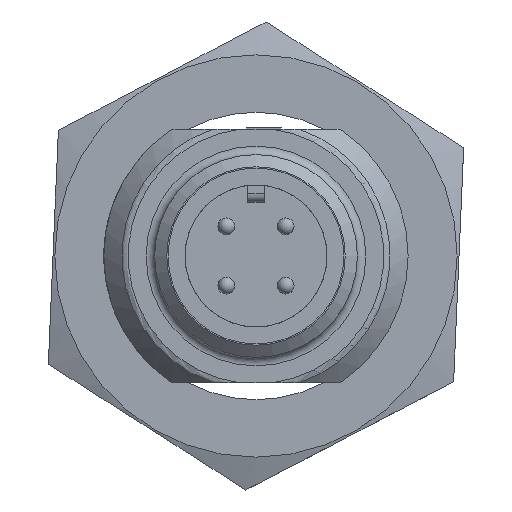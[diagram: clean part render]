
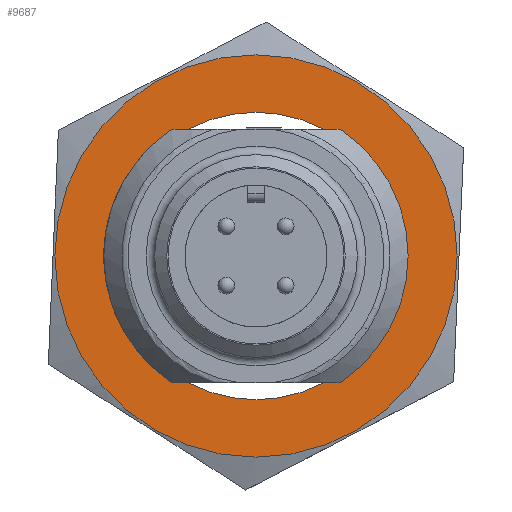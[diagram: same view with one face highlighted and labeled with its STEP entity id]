
A CAD part, left-side view. The second image highlights one B-rep face of the part: STEP entity #9687.
In plain terms, the highlighted planar face has unit normal (-1, 0, 0).
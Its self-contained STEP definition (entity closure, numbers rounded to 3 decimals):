
#4 = EDGE_LOOP ( 'NONE', ( #7426, #7430, #7435, #7425, #7423, #7421, #7422, #7415, #7412, #7416, #7408, #7405 ) ) ;
#18 = EDGE_LOOP ( 'NONE', ( #7432 ) ) ;
#338 = VERTEX_POINT ( 'NONE', #5868 ) ;
#355 = VERTEX_POINT ( 'NONE', #5940 ) ;
#358 = VERTEX_POINT ( 'NONE', #5779 ) ;
#372 = VERTEX_POINT ( 'NONE', #5753 ) ;
#376 = VERTEX_POINT ( 'NONE', #5839 ) ;
#416 = VERTEX_POINT ( 'NONE', #5774 ) ;
#896 = CARTESIAN_POINT ( 'NONE',  ( -1., 9.991, -7.5 ) ) ;
#897 = DIRECTION ( 'NONE',  ( 0., 1., 0. ) ) ;
#898 = CARTESIAN_POINT ( 'NONE',  ( -1., 9.991, -7.5 ) ) ;
#899 = DIRECTION ( 'NONE',  ( 0., 1., 0. ) ) ;
#1426 = CARTESIAN_POINT ( 'NONE',  ( -1., 9.991, 7.5 ) ) ;
#1427 = DIRECTION ( 'NONE',  ( 0., -1., 0. ) ) ;
#1475 = CARTESIAN_POINT ( 'NONE',  ( -1., 9.991, 7.5 ) ) ;
#1476 = DIRECTION ( 'NONE',  ( 0., -1., 0. ) ) ;
#1789 = PLANE ( 'NONE',  #8608 ) ;
#1790 = CARTESIAN_POINT ( 'NONE',  ( -1., 11.691, 7.438 ) ) ;
#1791 = DIRECTION ( 'NONE',  ( 1., 0., 0. ) ) ;
#1792 = DIRECTION ( 'NONE',  ( 0., 0., -1. ) ) ;
#1835 = CARTESIAN_POINT ( 'NONE',  ( -1., 0., -11.902 ) ) ;
#2318 = DIRECTION ( 'NONE',  ( 0., 0., -1. ) ) ;
#2319 = DIRECTION ( 'NONE',  ( -1., 0., 0. ) ) ;
#2321 = CARTESIAN_POINT ( 'NONE',  ( -1., 0., 0. ) ) ;
#2382 = DIRECTION ( 'NONE',  ( 0., -1., 0. ) ) ;
#2383 = CARTESIAN_POINT ( 'NONE',  ( -1., 7.5, 0.45 ) ) ;
#2451 = DIRECTION ( 'NONE',  ( 0., 0., 1. ) ) ;
#2452 = CARTESIAN_POINT ( 'NONE',  ( -1., 9., 7.438 ) ) ;
#2463 = DIRECTION ( 'NONE',  ( 0., 0., -1. ) ) ;
#2464 = DIRECTION ( 'NONE',  ( 1., 0., 0. ) ) ;
#2465 = CARTESIAN_POINT ( 'NONE',  ( -1., 0., 0. ) ) ;
#2481 = VECTOR ( 'NONE', #2382, 1000. ) ;
#2518 = CIRCLE ( 'NONE', #2847, 8.5 ) ;
#2571 = AXIS2_PLACEMENT_3D ( 'NONE', #2321, #2319, #2318 ) ;
#2581 = CIRCLE ( 'NONE', #2571, 11.902 ) ;
#2593 = VECTOR ( 'NONE', #899, 1000. ) ;
#2594 = VECTOR ( 'NONE', #897, 1000. ) ;
#2609 = CIRCLE ( 'NONE', #2961, 8.5 ) ;
#2698 = CIRCLE ( 'NONE', #2700, 9. ) ;
#2700 = AXIS2_PLACEMENT_3D ( 'NONE', #2465, #2464, #2463 ) ;
#2743 = VECTOR ( 'NONE', #2451, 1000. ) ;
#2762 = VECTOR ( 'NONE', #9509, 1000. ) ;
#2847 = AXIS2_PLACEMENT_3D ( 'NONE', #9597, #9458, #9443 ) ;
#2922 = AXIS2_PLACEMENT_3D ( 'NONE', #9510, #9574, #9583 ) ;
#2934 = CIRCLE ( 'NONE', #2922, 9. ) ;
#2961 = AXIS2_PLACEMENT_3D ( 'NONE', #9483, #9473, #9554 ) ;
#2962 = AXIS2_PLACEMENT_3D ( 'NONE', #9576, #9602, #9572 ) ;
#2966 = CIRCLE ( 'NONE', #2962, 9. ) ;
#3472 = EDGE_CURVE ( 'NONE', #372, #376, #2698, .T. ) ;
#3477 = EDGE_CURVE ( 'NONE', #7024, #7019, #3971, .T. ) ;
#3495 = EDGE_CURVE ( 'NONE', #7019, #372, #3981, .T. ) ;
#3501 = EDGE_CURVE ( 'NONE', #8269, #8269, #2581, .T. ) ;
#3514 = EDGE_CURVE ( 'NONE', #7008, #416, #2518, .T. ) ;
#3521 = EDGE_CURVE ( 'NONE', #338, #7024, #3992, .T. ) ;
#3536 = EDGE_CURVE ( 'NONE', #358, #338, #2966, .T. ) ;
#3537 = EDGE_CURVE ( 'NONE', #6839, #6814, #2609, .T. ) ;
#3560 = EDGE_CURVE ( 'NONE', #355, #6926, #2934, .T. ) ;
#3971 = LINE ( 'NONE', #2452, #2743 ) ;
#3981 = LINE ( 'NONE', #2383, #2481 ) ;
#3992 = LINE ( 'NONE', #9527, #2762 ) ;
#4194 = LINE ( 'NONE', #896, #2594 ) ;
#4195 = LINE ( 'NONE', #898, #2593 ) ;
#4593 = EDGE_CURVE ( 'NONE', #6926, #7008, #4194, .T. ) ;
#4594 = EDGE_CURVE ( 'NONE', #416, #358, #4195, .T. ) ;
#5753 = CARTESIAN_POINT ( 'NONE',  ( -1., 8.989, 0.45 ) ) ;
#5774 = CARTESIAN_POINT ( 'NONE',  ( -1., 4., -7.5 ) ) ;
#5779 = CARTESIAN_POINT ( 'NONE',  ( -1., 4.975, -7.5 ) ) ;
#5839 = CARTESIAN_POINT ( 'NONE',  ( -1., 4.975, 7.5 ) ) ;
#5868 = CARTESIAN_POINT ( 'NONE',  ( -1., 8.99, -0.424 ) ) ;
#5940 = CARTESIAN_POINT ( 'NONE',  ( -1., -4.975, 7.5 ) ) ;
#6814 = VERTEX_POINT ( 'NONE', #7713 ) ;
#6839 = VERTEX_POINT ( 'NONE', #7724 ) ;
#6926 = VERTEX_POINT ( 'NONE', #7747 ) ;
#7008 = VERTEX_POINT ( 'NONE', #7799 ) ;
#7019 = VERTEX_POINT ( 'NONE', #7806 ) ;
#7024 = VERTEX_POINT ( 'NONE', #7810 ) ;
#7405 = ORIENTED_EDGE ( 'NONE', *, *, #4594, .T. ) ;
#7408 = ORIENTED_EDGE ( 'NONE', *, *, #3514, .T. ) ;
#7412 = ORIENTED_EDGE ( 'NONE', *, *, #3560, .T. ) ;
#7415 = ORIENTED_EDGE ( 'NONE', *, *, #9386, .T. ) ;
#7416 = ORIENTED_EDGE ( 'NONE', *, *, #4593, .T. ) ;
#7421 = ORIENTED_EDGE ( 'NONE', *, *, #9393, .T. ) ;
#7422 = ORIENTED_EDGE ( 'NONE', *, *, #3537, .T. ) ;
#7423 = ORIENTED_EDGE ( 'NONE', *, *, #3472, .T. ) ;
#7425 = ORIENTED_EDGE ( 'NONE', *, *, #3495, .T. ) ;
#7426 = ORIENTED_EDGE ( 'NONE', *, *, #3536, .T. ) ;
#7430 = ORIENTED_EDGE ( 'NONE', *, *, #3521, .T. ) ;
#7432 = ORIENTED_EDGE ( 'NONE', *, *, #3501, .T. ) ;
#7435 = ORIENTED_EDGE ( 'NONE', *, *, #3477, .T. ) ;
#7713 = CARTESIAN_POINT ( 'NONE',  ( -1., -4., 7.5 ) ) ;
#7724 = CARTESIAN_POINT ( 'NONE',  ( -1., 4., 7.5 ) ) ;
#7747 = CARTESIAN_POINT ( 'NONE',  ( -1., -4.975, -7.5 ) ) ;
#7799 = CARTESIAN_POINT ( 'NONE',  ( -1., -4., -7.5 ) ) ;
#7806 = CARTESIAN_POINT ( 'NONE',  ( -1., 9., 0.45 ) ) ;
#7810 = CARTESIAN_POINT ( 'NONE',  ( -1., 9., -0.424 ) ) ;
#8246 = FACE_OUTER_BOUND ( 'NONE', #18, .T. ) ;
#8255 = FACE_BOUND ( 'NONE', #4, .T. ) ;
#8269 = VERTEX_POINT ( 'NONE', #1835 ) ;
#8608 = AXIS2_PLACEMENT_3D ( 'NONE', #1790, #1791, #1792 ) ;
#8718 = VECTOR ( 'NONE', #1476, 1000. ) ;
#8720 = VECTOR ( 'NONE', #1427, 1000. ) ;
#9070 = LINE ( 'NONE', #1426, #8720 ) ;
#9072 = LINE ( 'NONE', #1475, #8718 ) ;
#9386 = EDGE_CURVE ( 'NONE', #6814, #355, #9070, .T. ) ;
#9393 = EDGE_CURVE ( 'NONE', #376, #6839, #9072, .T. ) ;
#9443 = DIRECTION ( 'NONE',  ( 0., 0., -1. ) ) ;
#9458 = DIRECTION ( 'NONE',  ( 1., 0., 0. ) ) ;
#9473 = DIRECTION ( 'NONE',  ( 1., 0., 0. ) ) ;
#9483 = CARTESIAN_POINT ( 'NONE',  ( -1., 0., 0. ) ) ;
#9509 = DIRECTION ( 'NONE',  ( 0., 1., 0. ) ) ;
#9510 = CARTESIAN_POINT ( 'NONE',  ( -1., 0., 0. ) ) ;
#9527 = CARTESIAN_POINT ( 'NONE',  ( -1., 7.5, -0.424 ) ) ;
#9554 = DIRECTION ( 'NONE',  ( 0., 0., -1. ) ) ;
#9572 = DIRECTION ( 'NONE',  ( 0., 0., -1. ) ) ;
#9574 = DIRECTION ( 'NONE',  ( 1., 0., 0. ) ) ;
#9576 = CARTESIAN_POINT ( 'NONE',  ( -1., 0., 0. ) ) ;
#9583 = DIRECTION ( 'NONE',  ( 0., 0., -1. ) ) ;
#9597 = CARTESIAN_POINT ( 'NONE',  ( -1., 0., 0. ) ) ;
#9602 = DIRECTION ( 'NONE',  ( 1., 0., 0. ) ) ;
#9687 = ADVANCED_FACE ( 'NONE', ( #8246, #8255 ), #1789, .F. ) ;
